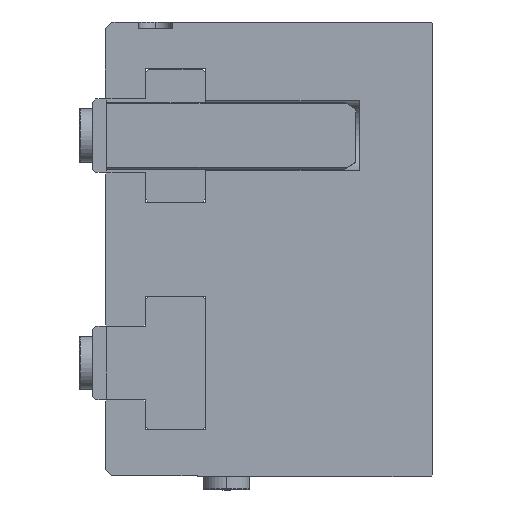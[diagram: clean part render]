
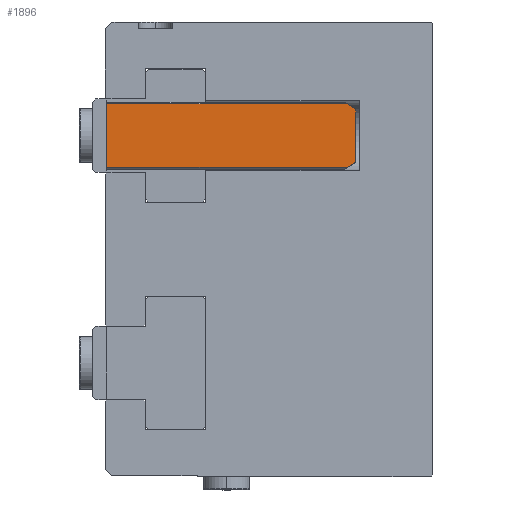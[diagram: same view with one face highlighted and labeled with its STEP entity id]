
A CAD part, left-side view. The second image highlights one B-rep face of the part: STEP entity #1896.
In plain terms, the highlighted planar face has unit normal (-1, 0, 0).
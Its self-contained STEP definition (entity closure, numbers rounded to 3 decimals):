
#67 = CARTESIAN_POINT ( 'NONE',  ( 0., 0., -7.979 ) ) ;
#307 = CARTESIAN_POINT ( 'NONE',  ( 0., 2.634, 9.5 ) ) ;
#378 = DIRECTION ( 'NONE',  ( 0., 1., 0. ) ) ;
#679 = CARTESIAN_POINT ( 'NONE',  ( 0., 74.5, 9.5 ) ) ;
#864 = EDGE_CURVE ( 'NONE', #5898, #9099, #6242, .T. ) ;
#876 = DIRECTION ( 'NONE',  ( 0., -0.866, -0.5 ) ) ;
#1010 = VERTEX_POINT ( 'NONE', #307 ) ;
#1159 = VERTEX_POINT ( 'NONE', #5521 ) ;
#1355 = VECTOR ( 'NONE', #1377, 1000. ) ;
#1377 = DIRECTION ( 'NONE',  ( 0., 0.866, -0.5 ) ) ;
#1734 = VECTOR ( 'NONE', #378, 1000. ) ;
#1804 = ORIENTED_EDGE ( 'NONE', *, *, #864, .F. ) ;
#1896 = ADVANCED_FACE ( 'NONE', ( #2983 ), #7199, .F. ) ;
#1909 = ORIENTED_EDGE ( 'NONE', *, *, #2938, .F. ) ;
#2087 = CARTESIAN_POINT ( 'NONE',  ( 0., 2.634, -9.5 ) ) ;
#2173 = LINE ( 'NONE', #10302, #2491 ) ;
#2181 = CARTESIAN_POINT ( 'NONE',  ( 0., 37.25, 0. ) ) ;
#2247 = CARTESIAN_POINT ( 'NONE',  ( 0., 0., 0. ) ) ;
#2491 = VECTOR ( 'NONE', #7078, 1000. ) ;
#2593 = AXIS2_PLACEMENT_3D ( 'NONE', #2181, #3143, #9566 ) ;
#2938 = EDGE_CURVE ( 'NONE', #1159, #5898, #6995, .T. ) ;
#2983 = FACE_OUTER_BOUND ( 'NONE', #6698, .T. ) ;
#3143 = DIRECTION ( 'NONE',  ( 1., 0., 0. ) ) ;
#3470 = EDGE_CURVE ( 'NONE', #9099, #5144, #8657, .T. ) ;
#3640 = EDGE_CURVE ( 'NONE', #1010, #1159, #5109, .T. ) ;
#3930 = VECTOR ( 'NONE', #6174, 1000. ) ;
#4155 = EDGE_CURVE ( 'NONE', #8955, #1010, #2173, .T. ) ;
#4533 = ORIENTED_EDGE ( 'NONE', *, *, #3470, .F. ) ;
#4955 = CARTESIAN_POINT ( 'NONE',  ( 0., 2.634, 9.5 ) ) ;
#5109 = LINE ( 'NONE', #4955, #5138 ) ;
#5138 = VECTOR ( 'NONE', #876, 1000. ) ;
#5144 = VERTEX_POINT ( 'NONE', #7648 ) ;
#5521 = CARTESIAN_POINT ( 'NONE',  ( 0., 0., 7.979 ) ) ;
#5898 = VERTEX_POINT ( 'NONE', #67 ) ;
#6174 = DIRECTION ( 'NONE',  ( 0., 0., -1. ) ) ;
#6242 = LINE ( 'NONE', #9519, #1355 ) ;
#6698 = EDGE_LOOP ( 'NONE', ( #7758, #4533, #1804, #1909, #6802, #9367 ) ) ;
#6703 = LINE ( 'NONE', #8383, #7625 ) ;
#6802 = ORIENTED_EDGE ( 'NONE', *, *, #3640, .F. ) ;
#6995 = LINE ( 'NONE', #2247, #3930 ) ;
#7078 = DIRECTION ( 'NONE',  ( 0., -1., 0. ) ) ;
#7199 = PLANE ( 'NONE',  #2593 ) ;
#7625 = VECTOR ( 'NONE', #8335, 1000. ) ;
#7648 = CARTESIAN_POINT ( 'NONE',  ( 0., 74.5, -9.5 ) ) ;
#7743 = CARTESIAN_POINT ( 'NONE',  ( 0., 37.25, -9.5 ) ) ;
#7758 = ORIENTED_EDGE ( 'NONE', *, *, #10484, .F. ) ;
#8335 = DIRECTION ( 'NONE',  ( 0., 0., 1. ) ) ;
#8383 = CARTESIAN_POINT ( 'NONE',  ( 0., 74.5, 10. ) ) ;
#8657 = LINE ( 'NONE', #7743, #1734 ) ;
#8955 = VERTEX_POINT ( 'NONE', #679 ) ;
#9099 = VERTEX_POINT ( 'NONE', #2087 ) ;
#9367 = ORIENTED_EDGE ( 'NONE', *, *, #4155, .F. ) ;
#9519 = CARTESIAN_POINT ( 'NONE',  ( 0., 0., -7.979 ) ) ;
#9566 = DIRECTION ( 'NONE',  ( 0., 0., -1. ) ) ;
#10302 = CARTESIAN_POINT ( 'NONE',  ( 0., 37.25, 9.5 ) ) ;
#10484 = EDGE_CURVE ( 'NONE', #5144, #8955, #6703, .T. ) ;
